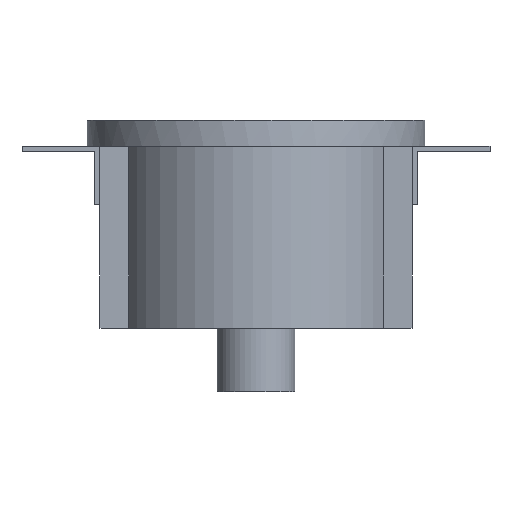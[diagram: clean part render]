
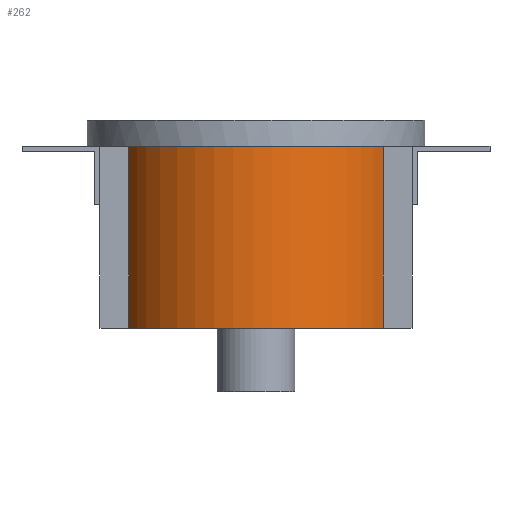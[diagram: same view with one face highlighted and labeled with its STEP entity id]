
A CAD part, front view. The second image highlights one B-rep face of the part: STEP entity #262.
In plain terms, the highlighted free-form (B-spline) face has degree [2, 1] with [9, 2] control points.
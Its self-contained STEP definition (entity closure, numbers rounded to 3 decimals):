
#262=ADVANCED_FACE('',(#443),#2363,.T.);
#443=FACE_OUTER_BOUND('',#622,.T.);
#622=EDGE_LOOP('',(#1235,#1236,#1237,#1238));
#1235=ORIENTED_EDGE('',*,*,#1638,.F.);
#1236=ORIENTED_EDGE('',*,*,#1632,.F.);
#1237=ORIENTED_EDGE('',*,*,#1637,.T.);
#1238=ORIENTED_EDGE('',*,*,#1611,.F.);
#1611=EDGE_CURVE('',#2216,#2217,#1801,.T.);
#1632=EDGE_CURVE('',#2230,#2231,#2024,.T.);
#1637=EDGE_CURVE('',#2230,#2217,#2025,.T.);
#1638=EDGE_CURVE('',#2231,#2216,#2026,.T.);
#1801=B_SPLINE_CURVE_WITH_KNOTS('',1,(#6895,#6896),.UNSPECIFIED.,.F.,.F.,
(2,2),(0.,70.),.UNSPECIFIED.);
#2024=(
BOUNDED_CURVE()
B_SPLINE_CURVE(1,(#6944,#6945),.UNSPECIFIED.,.F.,.F.)
B_SPLINE_CURVE_WITH_KNOTS((2,2),(0.,70.),.UNSPECIFIED.)
CURVE()
GEOMETRIC_REPRESENTATION_ITEM()
RATIONAL_B_SPLINE_CURVE((1.,1.))
REPRESENTATION_ITEM('')
);
#2025=(
BOUNDED_CURVE()
B_SPLINE_CURVE(2,(#6954,#6955,#6956,#6957,#6958),.UNSPECIFIED.,.F.,.F.)
B_SPLINE_CURVE_WITH_KNOTS((3,2,3),(26.713,86.394,146.075),
 .UNSPECIFIED.)
CURVE()
GEOMETRIC_REPRESENTATION_ITEM()
RATIONAL_B_SPLINE_CURVE((1.,0.853,1.,0.853,1.))
REPRESENTATION_ITEM('')
);
#2026=(
BOUNDED_CURVE()
B_SPLINE_CURVE(2,(#6959,#6960,#6961,#6962,#6963),.UNSPECIFIED.,.F.,.F.)
B_SPLINE_CURVE_WITH_KNOTS((3,2,3),(26.713,86.394,146.075),
 .UNSPECIFIED.)
CURVE()
GEOMETRIC_REPRESENTATION_ITEM()
RATIONAL_B_SPLINE_CURVE((1.,0.853,1.,0.853,1.))
REPRESENTATION_ITEM('')
);
#2216=VERTEX_POINT('',#6855);
#2217=VERTEX_POINT('',#6856);
#2230=VERTEX_POINT('',#6869);
#2231=VERTEX_POINT('',#6870);
#2363=(
BOUNDED_SURFACE()
B_SPLINE_SURFACE(2,1,((#6778,#6779),(#6780,#6781),(#6782,#6783),(#6784,
#6785),(#6786,#6787),(#6788,#6789),(#6790,#6791),(#6792,#6793),(#6794,#6795)),
 .UNSPECIFIED.,.T.,.F.,.F.)
B_SPLINE_SURFACE_WITH_KNOTS((3,2,2,2,3),(2,2),(0.,86.394,172.788,
259.181,345.575),(0.,70.),.UNSPECIFIED.)
GEOMETRIC_REPRESENTATION_ITEM()
RATIONAL_B_SPLINE_SURFACE(((1.,1.),(0.707,0.707),
(1.,1.),(0.707,0.707),(1.,1.),(0.707,
0.707),(1.,1.),(0.707,0.707),(1.,1.)))
REPRESENTATION_ITEM('')
SURFACE()
);
#6778=CARTESIAN_POINT('',(55.,0.,70.));
#6779=CARTESIAN_POINT('',(55.,0.,0.));
#6780=CARTESIAN_POINT('',(55.,-55.,70.));
#6781=CARTESIAN_POINT('',(55.,-55.,0.));
#6782=CARTESIAN_POINT('',(0.,-55.,70.));
#6783=CARTESIAN_POINT('',(0.,-55.,0.));
#6784=CARTESIAN_POINT('',(-55.,-55.,70.));
#6785=CARTESIAN_POINT('',(-55.,-55.,0.));
#6786=CARTESIAN_POINT('',(-55.,0.,70.));
#6787=CARTESIAN_POINT('',(-55.,0.,0.));
#6788=CARTESIAN_POINT('',(-55.,55.,70.));
#6789=CARTESIAN_POINT('',(-55.,55.,0.));
#6790=CARTESIAN_POINT('',(0.,55.,70.));
#6791=CARTESIAN_POINT('',(0.,55.,0.));
#6792=CARTESIAN_POINT('',(55.,55.,70.));
#6793=CARTESIAN_POINT('',(55.,55.,0.));
#6794=CARTESIAN_POINT('',(55.,0.,70.));
#6795=CARTESIAN_POINT('',(55.,0.,0.));
#6855=CARTESIAN_POINT('',(-48.99,-25.,0.));
#6856=CARTESIAN_POINT('',(-48.99,-25.,70.));
#6869=CARTESIAN_POINT('',(48.99,-25.,70.));
#6870=CARTESIAN_POINT('',(48.99,-25.,0.));
#6895=CARTESIAN_POINT('',(-48.99,-25.,0.));
#6896=CARTESIAN_POINT('',(-48.99,-25.,70.));
#6944=CARTESIAN_POINT('',(48.99,-25.,70.));
#6945=CARTESIAN_POINT('',(48.99,-25.,0.));
#6954=CARTESIAN_POINT('',(48.99,-25.,70.));
#6955=CARTESIAN_POINT('',(33.68,-55.,70.));
#6956=CARTESIAN_POINT('',(0.,-55.,70.));
#6957=CARTESIAN_POINT('',(-33.68,-55.,70.));
#6958=CARTESIAN_POINT('',(-48.99,-25.,70.));
#6959=CARTESIAN_POINT('',(48.99,-25.,0.));
#6960=CARTESIAN_POINT('',(33.68,-55.,0.));
#6961=CARTESIAN_POINT('',(0.,-55.,0.));
#6962=CARTESIAN_POINT('',(-33.68,-55.,0.));
#6963=CARTESIAN_POINT('',(-48.99,-25.,0.));
